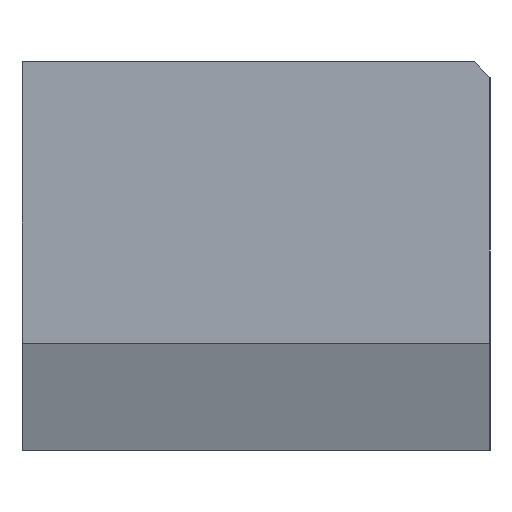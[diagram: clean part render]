
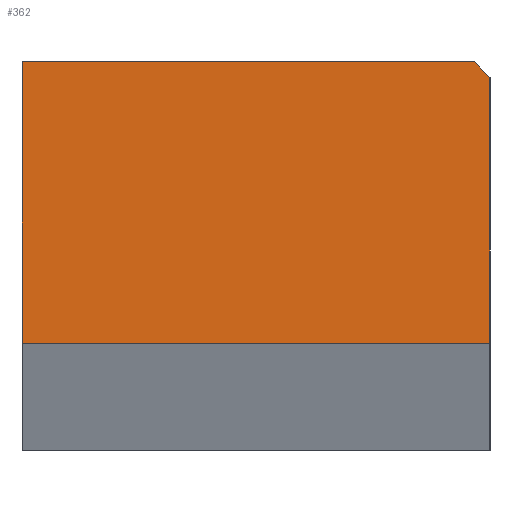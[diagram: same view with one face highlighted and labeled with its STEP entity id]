
A CAD part, left-side view. The second image highlights one B-rep face of the part: STEP entity #362.
In plain terms, the highlighted planar face has unit normal (-1, 0, 0).
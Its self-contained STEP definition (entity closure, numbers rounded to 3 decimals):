
#362=ADVANCED_FACE('NONE',(#883),#884,.F.);
#883=FACE_OUTER_BOUND('',#1560,.T.);
#884=PLANE('',#1561);
#1560=EDGE_LOOP('',(#2949,#2950,#2951,#2952,#2953));
#1561=AXIS2_PLACEMENT_3D('',#2954,#2955,#2956);
#2949=ORIENTED_EDGE('',*,*,#4281,.F.);
#2950=ORIENTED_EDGE('',*,*,#4887,.T.);
#2951=ORIENTED_EDGE('',*,*,#4888,.F.);
#2952=ORIENTED_EDGE('',*,*,#4716,.T.);
#2953=ORIENTED_EDGE('',*,*,#4889,.F.);
#2954=CARTESIAN_POINT('',(0.0,0.0,49.0));
#2955=DIRECTION('',(1.0,0.0,0.0));
#2956=DIRECTION('',(0.0,1.0,-0.0));
#4281=EDGE_CURVE('NONE',#5169,#5171,#5172,.T.);
#4716=EDGE_CURVE('NONE',#6040,#6038,#6041,.T.);
#4887=EDGE_CURVE('NONE',#5169,#6215,#6216,.T.);
#4888=EDGE_CURVE('NONE',#6040,#6215,#6217,.T.);
#4889=EDGE_CURVE('NONE',#5171,#6038,#6218,.T.);
#5169=VERTEX_POINT('NONE',#6499);
#5171=VERTEX_POINT('NONE',#6502);
#5172=LINE('',#6503,#6504);
#6038=VERTEX_POINT('NONE',#7802);
#6040=VERTEX_POINT('NONE',#7805);
#6041=LINE('',#7806,#7807);
#6215=VERTEX_POINT('NONE',#8095);
#6216=LINE('',#8096,#8097);
#6217=LINE('',#8098,#8099);
#6218=LINE('',#8100,#8101);
#6499=CARTESIAN_POINT('',(0.0,0.0,47.0));
#6502=CARTESIAN_POINT('',(0.0,0.0,13.5));
#6503=CARTESIAN_POINT('',(0.0,0.0,49.0));
#6504=VECTOR('',#8488,1000.0);
#7802=CARTESIAN_POINT('',(0.0,59.0,13.5));
#7805=CARTESIAN_POINT('',(0.0,59.0,49.0));
#7806=CARTESIAN_POINT('',(0.0,59.0,49.0));
#7807=VECTOR('',#8922,1000.0);
#8095=CARTESIAN_POINT('',(0.0,2.,49.0));
#8096=CARTESIAN_POINT('',(0.0,2.,49.0));
#8097=VECTOR('',#9037,1000.0);
#8098=CARTESIAN_POINT('',(0.0,0.0,49.0));
#8099=VECTOR('',#9038,1000.0);
#8100=CARTESIAN_POINT('',(0.0,0.0,13.5));
#8101=VECTOR('',#9039,1000.0);
#8488=DIRECTION('',(-0.0,-0.0,-1.0));
#8922=DIRECTION('',(-0.0,-0.0,-1.0));
#9037=DIRECTION('',(-0.0,0.707,0.707));
#9038=DIRECTION('',(-0.0,-1.0,-0.0));
#9039=DIRECTION('',(0.0,1.0,0.0));
